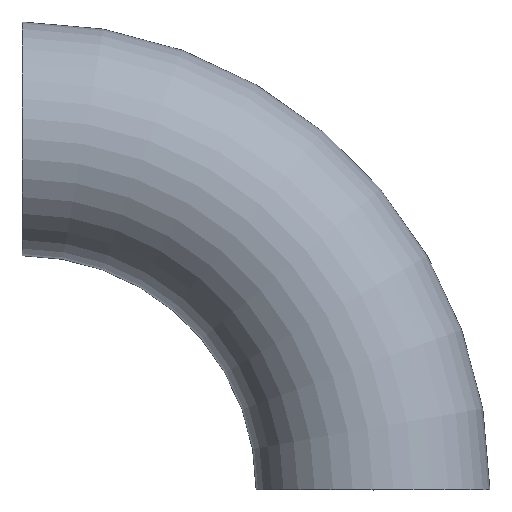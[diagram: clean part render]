
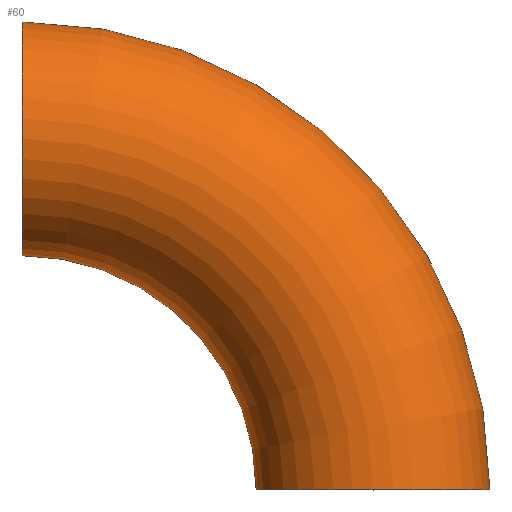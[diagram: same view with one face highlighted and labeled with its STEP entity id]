
A CAD part, top view. The second image highlights one B-rep face of the part: STEP entity #60.
In plain terms, the highlighted toroidal (fillet/blend) face has major radius 57.2 mm and minor radius 19.05 mm.
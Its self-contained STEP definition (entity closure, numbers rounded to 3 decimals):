
#20=FACE_OUTER_BOUND('',#24,.T.);
#24=EDGE_LOOP('',(#49,#50,#51,#52));
#32=CIRCLE('',#88,19.05);
#33=CIRCLE('',#89,38.15);
#34=CIRCLE('',#90,19.05);
#37=VERTEX_POINT('',#123);
#38=VERTEX_POINT('',#125);
#42=EDGE_CURVE('',#37,#37,#32,.T.);
#43=EDGE_CURVE('',#37,#38,#33,.T.);
#44=EDGE_CURVE('',#38,#38,#34,.T.);
#49=ORIENTED_EDGE('',*,*,#42,.F.);
#50=ORIENTED_EDGE('',*,*,#43,.T.);
#51=ORIENTED_EDGE('',*,*,#44,.T.);
#52=ORIENTED_EDGE('',*,*,#43,.F.);
#58=TOROIDAL_SURFACE('',#87,57.2,19.05);
#60=ADVANCED_FACE('',(#20),#58,.T.);
#87=AXIS2_PLACEMENT_3D('',#122,#103,#104);
#88=AXIS2_PLACEMENT_3D('',#124,#105,#106);
#89=AXIS2_PLACEMENT_3D('',#126,#107,#108);
#90=AXIS2_PLACEMENT_3D('',#127,#109,#110);
#103=DIRECTION('center_axis',(0.,0.,-1.));
#104=DIRECTION('ref_axis',(-1.,0.,0.));
#105=DIRECTION('center_axis',(0.,-1.,0.));
#106=DIRECTION('ref_axis',(1.,0.,0.));
#107=DIRECTION('center_axis',(0.,0.,1.));
#108=DIRECTION('ref_axis',(-1.,0.,0.));
#109=DIRECTION('center_axis',(1.,0.,0.));
#110=DIRECTION('ref_axis',(0.,1.,0.));
#122=CARTESIAN_POINT('Origin',(-57.2,-57.2,0.));
#123=CARTESIAN_POINT('',(-19.05,-57.2,0.));
#124=CARTESIAN_POINT('Origin',(0.,-57.2,0.));
#125=CARTESIAN_POINT('',(-57.2,-19.05,0.));
#126=CARTESIAN_POINT('Origin',(-57.2,-57.2,0.));
#127=CARTESIAN_POINT('Origin',(-57.2,0.,0.));
